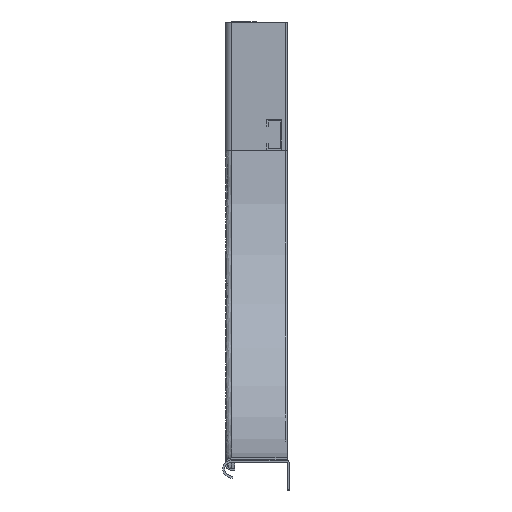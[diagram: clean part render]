
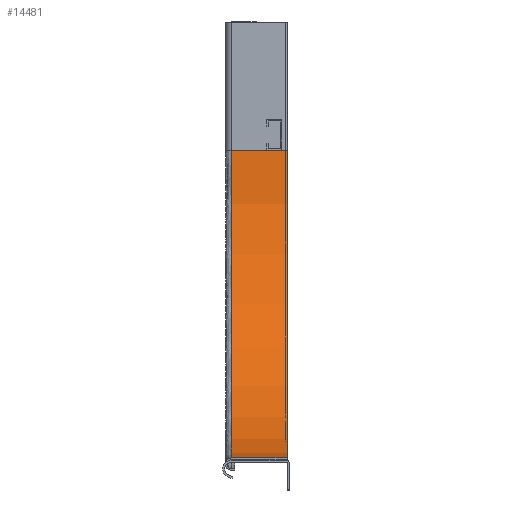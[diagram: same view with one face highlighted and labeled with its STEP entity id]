
A CAD part, left-side view. The second image highlights one B-rep face of the part: STEP entity #14481.
In plain terms, the highlighted cylindrical face has radius 300 mm (diameter 600 mm), a partial arc.
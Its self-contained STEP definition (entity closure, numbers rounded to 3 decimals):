
#586 = CARTESIAN_POINT ( 'NONE',  ( 300., 0., -425. ) ) ;
#1063 = LINE ( 'NONE', #586, #8876 ) ;
#1141 = CYLINDRICAL_SURFACE ( 'NONE', #7124, 300. ) ;
#1156 = DIRECTION ( 'NONE',  ( 0., 0., -1. ) ) ;
#1603 = EDGE_CURVE ( 'NONE', #13444, #11330, #11893, .T. ) ;
#1739 = ORIENTED_EDGE ( 'NONE', *, *, #7642, .F. ) ;
#2463 = AXIS2_PLACEMENT_3D ( 'NONE', #9644, #2697, #10803 ) ;
#2598 = CARTESIAN_POINT ( 'NONE',  ( 300., 54., -425. ) ) ;
#2697 = DIRECTION ( 'NONE',  ( 0., -1., 0. ) ) ;
#2818 = CARTESIAN_POINT ( 'NONE',  ( 0., 0., -125. ) ) ;
#3365 = CARTESIAN_POINT ( 'NONE',  ( 300., 0., -425. ) ) ;
#4075 = ORIENTED_EDGE ( 'NONE', *, *, #12833, .F. ) ;
#4799 = VERTEX_POINT ( 'NONE', #2598 ) ;
#5028 = ORIENTED_EDGE ( 'NONE', *, *, #1603, .F. ) ;
#5956 = ORIENTED_EDGE ( 'NONE', *, *, #10130, .F. ) ;
#6108 = CARTESIAN_POINT ( 'NONE',  ( 0., 54., -125. ) ) ;
#6713 = AXIS2_PLACEMENT_3D ( 'NONE', #6922, #14896, #8084 ) ;
#6922 = CARTESIAN_POINT ( 'NONE',  ( 300., 0., -125. ) ) ;
#7124 = AXIS2_PLACEMENT_3D ( 'NONE', #10374, #11498, #1156 ) ;
#7642 = EDGE_CURVE ( 'NONE', #4799, #9877, #1063, .T. ) ;
#7972 = CIRCLE ( 'NONE', #6713, 300. ) ;
#8084 = DIRECTION ( 'NONE',  ( 0., 0., -1. ) ) ;
#8876 = VECTOR ( 'NONE', #10988, 1000. ) ;
#8882 = EDGE_LOOP ( 'NONE', ( #4075, #1739, #5956, #5028 ) ) ;
#9644 = CARTESIAN_POINT ( 'NONE',  ( 300., 54., -125. ) ) ;
#9877 = VERTEX_POINT ( 'NONE', #3365 ) ;
#10130 = EDGE_CURVE ( 'NONE', #11330, #4799, #12126, .T. ) ;
#10255 = VECTOR ( 'NONE', #12801, 1000. ) ;
#10374 = CARTESIAN_POINT ( 'NONE',  ( 300., 0., -125. ) ) ;
#10803 = DIRECTION ( 'NONE',  ( 0., 0., -1. ) ) ;
#10988 = DIRECTION ( 'NONE',  ( 0., -1., 0. ) ) ;
#11330 = VERTEX_POINT ( 'NONE', #6108 ) ;
#11498 = DIRECTION ( 'NONE',  ( 0., -1., 0. ) ) ;
#11893 = LINE ( 'NONE', #12754, #10255 ) ;
#12126 = CIRCLE ( 'NONE', #2463, 300. ) ;
#12754 = CARTESIAN_POINT ( 'NONE',  ( 0., 0., -125. ) ) ;
#12801 = DIRECTION ( 'NONE',  ( 0., 1., 0. ) ) ;
#12833 = EDGE_CURVE ( 'NONE', #9877, #13444, #7972, .T. ) ;
#13444 = VERTEX_POINT ( 'NONE', #2818 ) ;
#14460 = FACE_OUTER_BOUND ( 'NONE', #8882, .T. ) ;
#14481 = ADVANCED_FACE ( 'NONE', ( #14460 ), #1141, .F. ) ;
#14896 = DIRECTION ( 'NONE',  ( 0., 1., 0. ) ) ;
